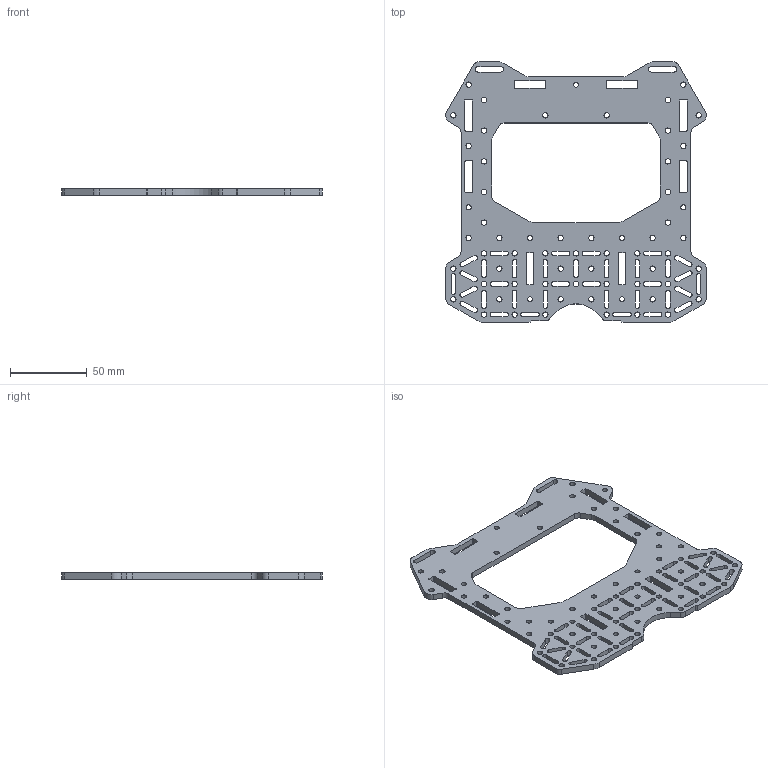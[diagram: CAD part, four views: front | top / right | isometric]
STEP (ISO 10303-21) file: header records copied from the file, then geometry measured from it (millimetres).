
FILE_DESCRIPTION(('STEP AP242'), '1');
FILE_NAME('Ïëàòôîðìà-v1', '', ('UNSPECIFIED'), ('UNSPECIFIED'), 'C3D Converter', 'C3D Toolkit', '');
FILE_SCHEMA(('AP242_MANAGED_MODEL_BASED_3D_ENGINEERING_MIM_LF { 1 0 10303 442 1 1 4 }'));
Length unit declared in the file: millimetre
Assembly tree (11 placements, depth 3):
  (unnamed)
    (unnamed)
      (unnamed)
      (unnamed)  x2
    (unnamed)
      (unnamed)  x2
      (unnamed)
    (unnamed)
      (unnamed)
      (unnamed)
Bounding box: 170 x 170 x 4 mm (x, y, z)
Volume: 62413.8 mm3; surface area: 43721 mm2
Topology: 1 solids, 1 shells, 339 faces, 1011 edges, 674 vertices
Faces by surface type: cylinder 198, plane 141
Full cylindrical faces by diameter (mm): 3.4 x7, 3.5 x56
Entity records: 12127 total; most frequent: DIRECTION 2046, CARTESIAN_POINT 1973, ORIENTED_EDGE 1896, EDGE_CURVE 948, AXIS2_PLACEMENT_3D 747, VERTEX_POINT 674, EDGE_LOOP 620, LINE 552
